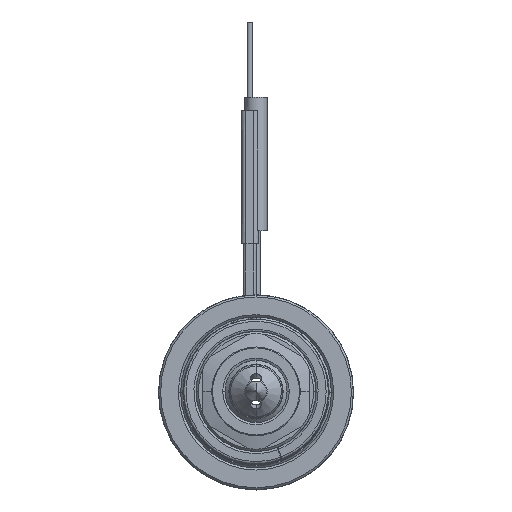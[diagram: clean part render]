
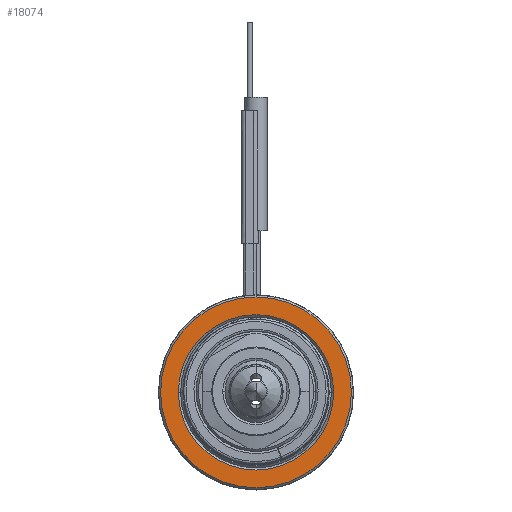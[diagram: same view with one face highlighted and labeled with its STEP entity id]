
A CAD part, top view. The second image highlights one B-rep face of the part: STEP entity #18074.
In plain terms, the highlighted planar face has unit normal (0, 0, 1).
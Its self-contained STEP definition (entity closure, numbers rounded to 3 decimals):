
#6844=CARTESIAN_POINT('',(0.,0.,40.));
#6845=DIRECTION('',(0.,0.,-1.));
#6846=DIRECTION('',(-1.,0.,0.));
#6847=AXIS2_PLACEMENT_3D('',#6844,#6845,#6846);
#6858=CARTESIAN_POINT('',(0.,0.,
40.));
#6859=DIRECTION('',(0.,0.,-1.));
#6860=DIRECTION('',(1.,0.,0.));
#6861=AXIS2_PLACEMENT_3D('',#6858,#6859,#6860);
#6872=CARTESIAN_POINT('',(0.,0.,
40.));
#6873=DIRECTION('',(0.,0.,-1.));
#6874=DIRECTION('',(1.,0.,0.));
#6875=AXIS2_PLACEMENT_3D('',#6872,#6873,#6874);
#6886=CARTESIAN_POINT('',(0.,0.,
40.));
#6887=DIRECTION('',(0.,0.,-1.));
#6888=DIRECTION('',(-1.,0.,0.));
#6889=AXIS2_PLACEMENT_3D('',#6886,#6887,#6888);
#7078=CARTESIAN_POINT('',(21.5,0.,40.));
#7079=CARTESIAN_POINT('',(-21.5,0.,40.));
#7080=VERTEX_POINT('',#7078);
#7081=VERTEX_POINT('',#7079);
#7082=CARTESIAN_POINT('',(17.5,0.,40.));
#7083=CARTESIAN_POINT('',(-17.5,0.,40.));
#7084=VERTEX_POINT('',#7082);
#7085=VERTEX_POINT('',#7083);
#18059=CARTESIAN_POINT('',(0.,0.,40.));
#18060=DIRECTION('',(0.,0.,1.));
#18061=DIRECTION('',(-1.,0.,0.));
#18062=AXIS2_PLACEMENT_3D('',#18059,#18060,#18061);
#18063=PLANE('',#18062);
#18064=ORIENTED_EDGE('',*,*,#18041,.T.);
#18065=ORIENTED_EDGE('',*,*,#18026,.T.);
#18066=EDGE_LOOP('',(#18064,#18065));
#18067=FACE_OUTER_BOUND('',#18066,.F.);
#18069=ORIENTED_EDGE('',*,*,#18068,.F.);
#18071=ORIENTED_EDGE('',*,*,#18070,.F.);
#18072=EDGE_LOOP('',(#18069,#18071));
#18073=FACE_BOUND('',#18072,.F.);
#6848=CIRCLE('',#6847,21.5);
#6862=CIRCLE('',#6861,21.5);
#6876=CIRCLE('',#6875,17.5);
#6890=CIRCLE('',#6889,17.5);
#18026=EDGE_CURVE('',#7081,#7080,#6848,.T.);
#18041=EDGE_CURVE('',#7080,#7081,#6862,.T.);
#18068=EDGE_CURVE('',#7084,#7085,#6876,.T.);
#18070=EDGE_CURVE('',#7085,#7084,#6890,.T.);
#18074=ADVANCED_FACE('',(#18067,#18073),#18063,.T.);
